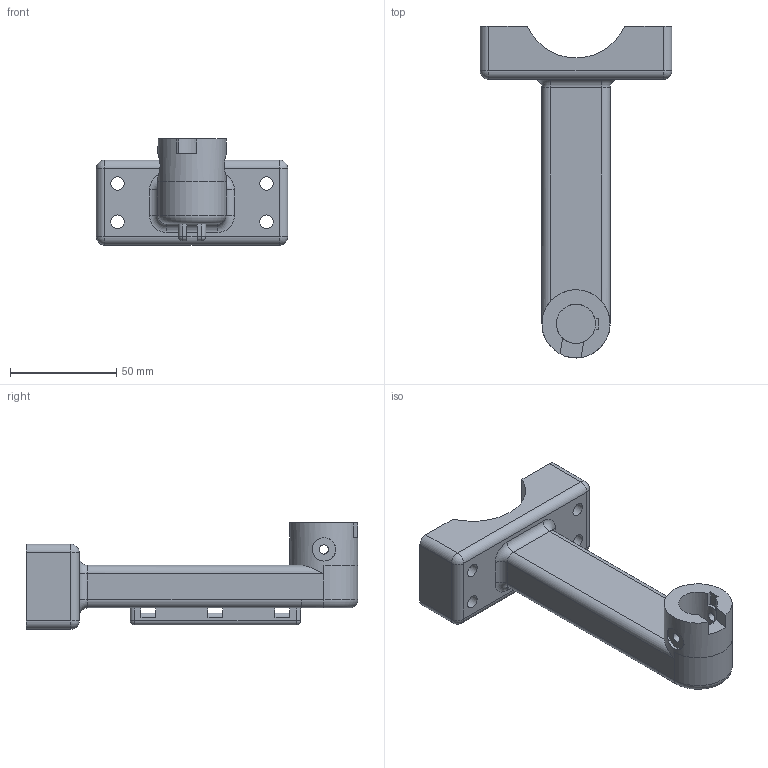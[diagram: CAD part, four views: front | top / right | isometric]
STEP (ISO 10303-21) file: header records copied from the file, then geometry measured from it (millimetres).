
FILE_DESCRIPTION(('FreeCAD Model'),'2;1');
FILE_NAME('drzak_anemometru.step', '2021-02-17T15:22:09',('Author'),(''), 'Open CASCADE STEP processor 7.3','FreeCAD','Unknown');
FILE_SCHEMA(('AUTOMOTIVE_DESIGN { 1 0 10303 214 1 1 1 1 }'));
Length unit declared in the file: millimetre
Products named in the file (1): Pocket009
Bounding box: 90 x 156 x 50 mm (x, y, z)
Volume: 160330.6 mm3; surface area: 32471.9 mm2
Topology: 1 solids, 1 shells, 130 faces, 354 edges, 207 vertices
Faces by surface type: plane 71, cylinder 44, sphere 8, torus 5, bspline 2
Full cylindrical faces by diameter (mm): 4.4 x2, 6.4 x4, 10 x1, 11 x1, 18.5 x1, 32 x1
Entity records: 10201 total; most frequent: CARTESIAN_POINT 3473, DIRECTION 1198, LINE 717, VECTOR 717, ORIENTED_EDGE 692, PCURVE 692, DEFINITIONAL_REPRESENTATION 692, EDGE_CURVE 346
